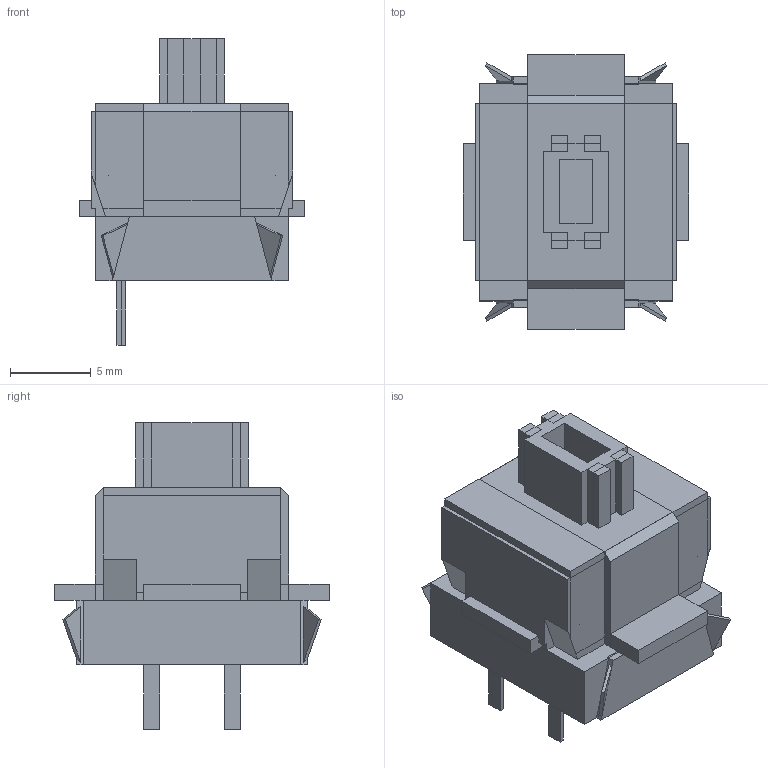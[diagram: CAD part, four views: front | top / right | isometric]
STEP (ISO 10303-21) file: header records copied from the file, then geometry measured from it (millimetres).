
FILE_DESCRIPTION(('FreeCAD Model'),'2;1');
FILE_NAME('Open CASCADE Shape Model','2024-06-02T00:48:37',('Author'),( ''),'Open CASCADE STEP processor 7.7','FreeCAD','Unknown');
FILE_SCHEMA(('AUTOMOTIVE_DESIGN { 1 0 10303 214 1 1 1 1 }'));
Length unit declared in the file: millimetre
Products named in the file (7): ALPS_switch; Group007; Group005; Group006; Group004; Group001; Group
Assembly tree (6 placements, depth 3):
  ALPS_switch
    Group007
      Group005
      Group006
    Group004
    Group001
    Group
Bounding box: 14 x 17 x 19 mm (x, y, z)
Volume: 1784.9 mm3; surface area: 1485.3 mm2
Topology: 5 solids, 5 shells, 202 faces, 490 edges, 304 vertices
Faces by surface type: plane 202
Entity records: 5854 total; most frequent: CARTESIAN_POINT 1003, ORIENTED_EDGE 980, DIRECTION 908, EDGE_CURVE 490, LINE 490, VECTOR 490, VERTEX_POINT 304, AXIS2_PLACEMENT_3D 209
